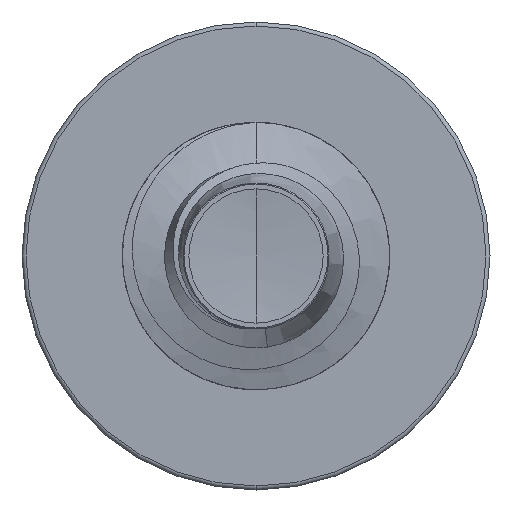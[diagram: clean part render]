
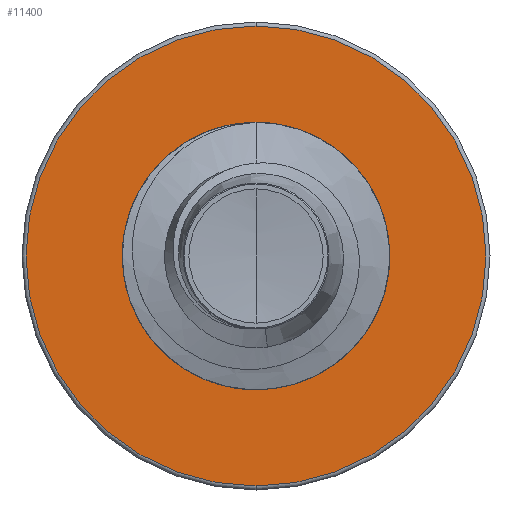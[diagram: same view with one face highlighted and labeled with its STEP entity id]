
A CAD part, front view. The second image highlights one B-rep face of the part: STEP entity #11400.
In plain terms, the highlighted planar face has unit normal (0, -1, 0).
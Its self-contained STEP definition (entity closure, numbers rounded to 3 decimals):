
#871 = AXIS2_PLACEMENT_3D ( 'NONE', #9049, #9040, #8999 ) ;
#1362 = DIRECTION ( 'NONE',  ( 0., 0., 1. ) ) ;
#1437 = PLANE ( 'NONE',  #17051 ) ;
#1523 = CARTESIAN_POINT ( 'NONE',  ( 0., 10., -1.989 ) ) ;
#1526 = DIRECTION ( 'NONE',  ( 0., 1., 0. ) ) ;
#3848 = CARTESIAN_POINT ( 'NONE',  ( 0., 10., -1.989 ) ) ;
#4423 = VERTEX_POINT ( 'NONE', #9684 ) ;
#5271 = AXIS2_PLACEMENT_3D ( 'NONE', #15843, #15998, #14957 ) ;
#5533 = VERTEX_POINT ( 'NONE', #11408 ) ;
#5620 = VERTEX_POINT ( 'NONE', #10737 ) ;
#6671 = ORIENTED_EDGE ( 'NONE', *, *, #16098, .T. ) ;
#7776 = CIRCLE ( 'NONE', #16099, 3.44 ) ;
#7828 = ORIENTED_EDGE ( 'NONE', *, *, #13248, .T. ) ;
#8153 = CIRCLE ( 'NONE', #9104, 1.989 ) ;
#8999 = DIRECTION ( 'NONE',  ( 0., 0., 1. ) ) ;
#9040 = DIRECTION ( 'NONE',  ( 0., 1., 0. ) ) ;
#9049 = CARTESIAN_POINT ( 'NONE',  ( 0., 10., 0. ) ) ;
#9104 = AXIS2_PLACEMENT_3D ( 'NONE', #15214, #15209, #15200 ) ;
#9394 = FACE_OUTER_BOUND ( 'NONE', #14399, .T. ) ;
#9684 = CARTESIAN_POINT ( 'NONE',  ( 0., 10., -3.44 ) ) ;
#10292 = DIRECTION ( 'NONE',  ( 0., 0., 1. ) ) ;
#10302 = DIRECTION ( 'NONE',  ( 0., 1., 0. ) ) ;
#10325 = CARTESIAN_POINT ( 'NONE',  ( 0., 10., 0. ) ) ;
#10737 = CARTESIAN_POINT ( 'NONE',  ( 0., 10., 3.44 ) ) ;
#10986 = VERTEX_POINT ( 'NONE', #3848 ) ;
#11400 = ADVANCED_FACE ( 'NONE', ( #9394, #14676 ), #1437, .F. ) ;
#11408 = CARTESIAN_POINT ( 'NONE',  ( 0., 10., 1.989 ) ) ;
#13248 = EDGE_CURVE ( 'NONE', #10986, #5533, #8153, .T. ) ;
#13790 = CIRCLE ( 'NONE', #5271, 1.989 ) ;
#14367 = ORIENTED_EDGE ( 'NONE', *, *, #16006, .F. ) ;
#14399 = EDGE_LOOP ( 'NONE', ( #14367, #16742 ) ) ;
#14676 = FACE_BOUND ( 'NONE', #17672, .T. ) ;
#14957 = DIRECTION ( 'NONE',  ( 0., 0., 1. ) ) ;
#15200 = DIRECTION ( 'NONE',  ( 0., 0., 1. ) ) ;
#15209 = DIRECTION ( 'NONE',  ( 0., 1., 0. ) ) ;
#15214 = CARTESIAN_POINT ( 'NONE',  ( 0., 10., 0. ) ) ;
#15843 = CARTESIAN_POINT ( 'NONE',  ( 0., 10., 0. ) ) ;
#15998 = DIRECTION ( 'NONE',  ( 0., 1., 0. ) ) ;
#16006 = EDGE_CURVE ( 'NONE', #5620, #4423, #7776, .T. ) ;
#16062 = EDGE_CURVE ( 'NONE', #4423, #5620, #16409, .T. ) ;
#16098 = EDGE_CURVE ( 'NONE', #5533, #10986, #13790, .T. ) ;
#16099 = AXIS2_PLACEMENT_3D ( 'NONE', #10325, #10302, #10292 ) ;
#16409 = CIRCLE ( 'NONE', #871, 3.44 ) ;
#16742 = ORIENTED_EDGE ( 'NONE', *, *, #16062, .F. ) ;
#17051 = AXIS2_PLACEMENT_3D ( 'NONE', #1523, #1526, #1362 ) ;
#17672 = EDGE_LOOP ( 'NONE', ( #6671, #7828 ) ) ;
